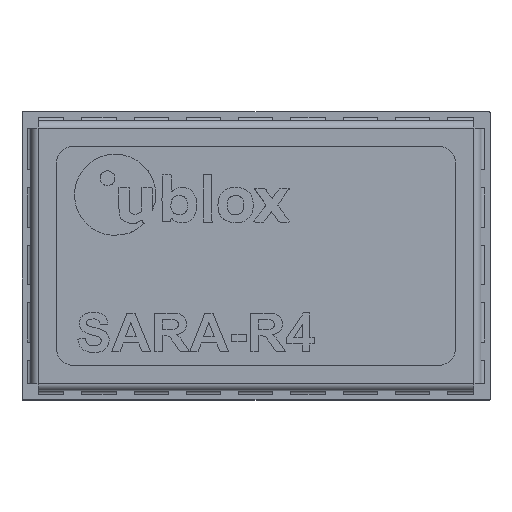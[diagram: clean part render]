
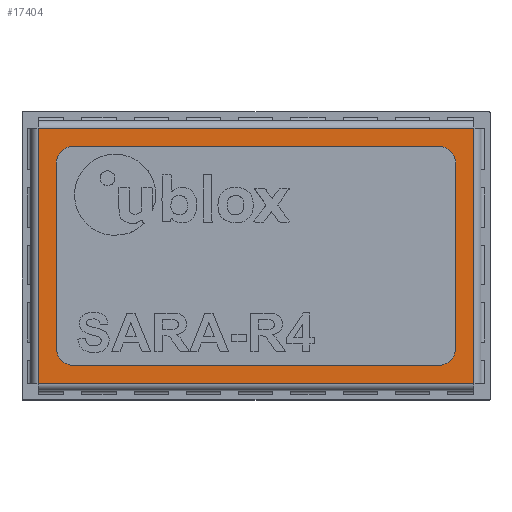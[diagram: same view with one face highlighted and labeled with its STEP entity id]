
A CAD part, top view. The second image highlights one B-rep face of the part: STEP entity #17404.
In plain terms, the highlighted planar face has unit normal (0, 0, 1).
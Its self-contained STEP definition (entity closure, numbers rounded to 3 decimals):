
#78=CIRCLE('',#18150,1.);
#79=CIRCLE('',#18153,1.);
#80=CIRCLE('',#18156,1.);
#81=CIRCLE('',#18159,1.);
#159=FACE_BOUND('',#2422,.T.);
#1440=FACE_OUTER_BOUND('',#2421,.T.);
#2421=EDGE_LOOP('',(#13534,#13535,#13536,#13537));
#2422=EDGE_LOOP('',(#13538,#13539,#13540,#13541,#13542,#13543,#13544,#13545));
#3696=LINE('',#27656,#5705);
#3700=LINE('',#27665,#5709);
#3703=LINE('',#27673,#5712);
#3706=LINE('',#27681,#5715);
#3823=LINE('',#27997,#5832);
#3824=LINE('',#27999,#5833);
#3825=LINE('',#28001,#5834);
#3826=LINE('',#28003,#5835);
#5705=VECTOR('',#19729,10.);
#5709=VECTOR('',#19739,10.);
#5712=VECTOR('',#19748,10.);
#5715=VECTOR('',#19757,10.);
#5832=VECTOR('',#20064,10.);
#5833=VECTOR('',#20067,10.);
#5834=VECTOR('',#20070,10.);
#5835=VECTOR('',#20073,10.);
#7719=VERTEX_POINT('',#27365);
#7730=VERTEX_POINT('',#27389);
#7735=VERTEX_POINT('',#27403);
#7743=VERTEX_POINT('',#27422);
#7855=VERTEX_POINT('',#27654);
#7856=VERTEX_POINT('',#27655);
#7857=VERTEX_POINT('',#27660);
#7858=VERTEX_POINT('',#27664);
#7859=VERTEX_POINT('',#27668);
#7860=VERTEX_POINT('',#27672);
#7861=VERTEX_POINT('',#27676);
#7862=VERTEX_POINT('',#27680);
#9828=EDGE_CURVE('',#7855,#7856,#3696,.T.);
#9831=EDGE_CURVE('',#7856,#7857,#78,.T.);
#9833=EDGE_CURVE('',#7857,#7858,#3700,.T.);
#9835=EDGE_CURVE('',#7858,#7859,#79,.T.);
#9837=EDGE_CURVE('',#7859,#7860,#3703,.T.);
#9839=EDGE_CURVE('',#7860,#7861,#80,.T.);
#9841=EDGE_CURVE('',#7861,#7862,#3706,.T.);
#9843=EDGE_CURVE('',#7862,#7855,#81,.T.);
#10011=EDGE_CURVE('',#7743,#7735,#3823,.T.);
#10012=EDGE_CURVE('',#7735,#7719,#3824,.T.);
#10013=EDGE_CURVE('',#7719,#7730,#3825,.T.);
#10014=EDGE_CURVE('',#7730,#7743,#3826,.T.);
#13534=ORIENTED_EDGE('',*,*,#10011,.F.);
#13535=ORIENTED_EDGE('',*,*,#10014,.F.);
#13536=ORIENTED_EDGE('',*,*,#10013,.F.);
#13537=ORIENTED_EDGE('',*,*,#10012,.F.);
#13538=ORIENTED_EDGE('',*,*,#9828,.T.);
#13539=ORIENTED_EDGE('',*,*,#9831,.T.);
#13540=ORIENTED_EDGE('',*,*,#9833,.T.);
#13541=ORIENTED_EDGE('',*,*,#9835,.T.);
#13542=ORIENTED_EDGE('',*,*,#9837,.T.);
#13543=ORIENTED_EDGE('',*,*,#9839,.T.);
#13544=ORIENTED_EDGE('',*,*,#9841,.T.);
#13545=ORIENTED_EDGE('',*,*,#9843,.T.);
#16444=PLANE('',#18256);
#17404=ADVANCED_FACE('',(#1440,#159),#16444,.T.);
#18150=AXIS2_PLACEMENT_3D('',#27661,#19734,#19735);
#18153=AXIS2_PLACEMENT_3D('',#27669,#19743,#19744);
#18156=AXIS2_PLACEMENT_3D('',#27677,#19752,#19753);
#18159=AXIS2_PLACEMENT_3D('',#27684,#19761,#19762);
#18256=AXIS2_PLACEMENT_3D('',#28004,#20074,#20075);
#19729=DIRECTION('',(0.,-1.,0.));
#19734=DIRECTION('center_axis',(0.,0.,-1.));
#19735=DIRECTION('ref_axis',(0.,-1.,0.));
#19739=DIRECTION('',(-1.,0.,0.));
#19743=DIRECTION('center_axis',(0.,0.,-1.));
#19744=DIRECTION('ref_axis',(-1.,0.,0.));
#19748=DIRECTION('',(0.,1.,0.));
#19752=DIRECTION('center_axis',(0.,0.,-1.));
#19753=DIRECTION('ref_axis',(0.,1.,0.));
#19757=DIRECTION('',(1.,0.,0.));
#19761=DIRECTION('center_axis',(0.,0.,-1.));
#19762=DIRECTION('ref_axis',(1.,0.,0.));
#20064=DIRECTION('',(-1.,0.,0.));
#20067=DIRECTION('',(0.,1.,0.));
#20070=DIRECTION('',(1.,0.,0.));
#20073=DIRECTION('',(0.,-1.,0.));
#20074=DIRECTION('center_axis',(0.,0.,1.));
#20075=DIRECTION('ref_axis',(1.,0.,0.));
#27365=CARTESIAN_POINT('',(-12.1,7.1,3.01));
#27389=CARTESIAN_POINT('',(12.1,7.1,3.01));
#27403=CARTESIAN_POINT('',(-12.1,-7.1,3.01));
#27422=CARTESIAN_POINT('',(12.1,-7.1,3.01));
#27654=CARTESIAN_POINT('',(11.1,5.1,3.01));
#27655=CARTESIAN_POINT('',(11.1,-5.1,3.01));
#27656=CARTESIAN_POINT('',(11.1,-2.55,3.01));
#27660=CARTESIAN_POINT('',(10.1,-6.1,3.01));
#27661=CARTESIAN_POINT('Origin',(10.1,-5.1,3.01));
#27664=CARTESIAN_POINT('',(-10.1,-6.1,3.01));
#27665=CARTESIAN_POINT('',(-5.05,-6.1,3.01));
#27668=CARTESIAN_POINT('',(-11.1,-5.1,3.01));
#27669=CARTESIAN_POINT('Origin',(-10.1,-5.1,3.01));
#27672=CARTESIAN_POINT('',(-11.1,5.1,3.01));
#27673=CARTESIAN_POINT('',(-11.1,2.55,3.01));
#27676=CARTESIAN_POINT('',(-10.1,6.1,3.01));
#27677=CARTESIAN_POINT('Origin',(-10.1,5.1,3.01));
#27680=CARTESIAN_POINT('',(10.1,6.1,3.01));
#27681=CARTESIAN_POINT('',(5.05,6.1,3.01));
#27684=CARTESIAN_POINT('Origin',(10.1,5.1,3.01));
#27997=CARTESIAN_POINT('',(-6.25,-7.1,3.01));
#27999=CARTESIAN_POINT('',(-12.1,3.75,3.01));
#28001=CARTESIAN_POINT('',(6.25,7.1,3.01));
#28003=CARTESIAN_POINT('',(12.1,-3.75,3.01));
#28004=CARTESIAN_POINT('Origin',(0.,0.,3.01));
